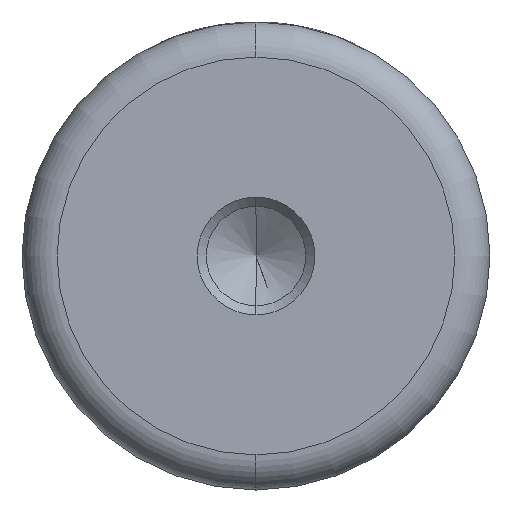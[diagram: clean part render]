
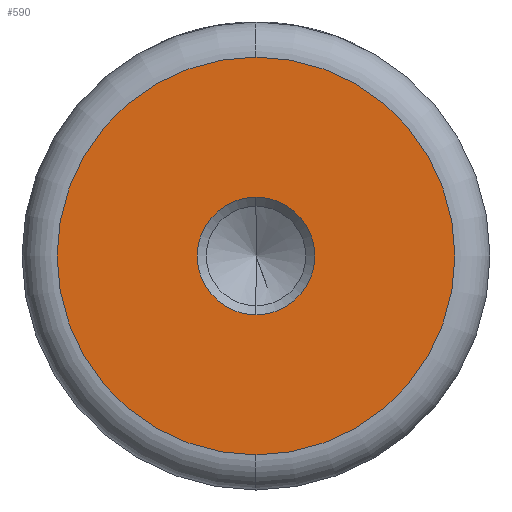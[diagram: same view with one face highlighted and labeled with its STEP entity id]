
A CAD part, left-side view. The second image highlights one B-rep face of the part: STEP entity #590.
In plain terms, the highlighted planar face has unit normal (-1, 0, 0).
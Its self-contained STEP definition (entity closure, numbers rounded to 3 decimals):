
#15 = CIRCLE ( 'NONE', #713, 17. ) ;
#29 = VERTEX_POINT ( 'NONE', #1223 ) ;
#32 = DIRECTION ( 'NONE',  ( -1., 0., 0. ) ) ;
#38 = CARTESIAN_POINT ( 'NONE',  ( 0., 0., 0. ) ) ;
#47 = VERTEX_POINT ( 'NONE', #1114 ) ;
#63 = CARTESIAN_POINT ( 'NONE',  ( 0., 0., 0. ) ) ;
#147 = ORIENTED_EDGE ( 'NONE', *, *, #1154, .F. ) ;
#164 = DIRECTION ( 'NONE',  ( 0., 0., 1. ) ) ;
#167 = EDGE_LOOP ( 'NONE', ( #793, #860 ) ) ;
#195 = DIRECTION ( 'NONE',  ( 0., 0., 1. ) ) ;
#234 = DIRECTION ( 'NONE',  ( 0., 0., 1. ) ) ;
#439 = ORIENTED_EDGE ( 'NONE', *, *, #921, .F. ) ;
#486 = EDGE_CURVE ( 'NONE', #29, #47, #1153, .T. ) ;
#493 = CIRCLE ( 'NONE', #595, 5.025 ) ;
#562 = DIRECTION ( 'NONE',  ( -1., 0., 0. ) ) ;
#590 = ADVANCED_FACE ( 'NONE', ( #1430, #851 ), #1338, .T. ) ;
#595 = AXIS2_PLACEMENT_3D ( 'NONE', #1228, #562, #1326 ) ;
#698 = AXIS2_PLACEMENT_3D ( 'NONE', #38, #845, #164 ) ;
#713 = AXIS2_PLACEMENT_3D ( 'NONE', #723, #32, #837 ) ;
#723 = CARTESIAN_POINT ( 'NONE',  ( 0., 0., 0. ) ) ;
#793 = ORIENTED_EDGE ( 'NONE', *, *, #486, .T. ) ;
#798 = CIRCLE ( 'NONE', #698, 5.025 ) ;
#821 = VERTEX_POINT ( 'NONE', #876 ) ;
#824 = VERTEX_POINT ( 'NONE', #1105 ) ;
#837 = DIRECTION ( 'NONE',  ( 0., 0., 1. ) ) ;
#845 = DIRECTION ( 'NONE',  ( -1., 0., 0. ) ) ;
#851 = FACE_OUTER_BOUND ( 'NONE', #167, .T. ) ;
#860 = ORIENTED_EDGE ( 'NONE', *, *, #1284, .T. ) ;
#872 = DIRECTION ( 'NONE',  ( -1., 0., 0. ) ) ;
#876 = CARTESIAN_POINT ( 'NONE',  ( 0., 0., 5.025 ) ) ;
#899 = AXIS2_PLACEMENT_3D ( 'NONE', #1240, #904, #234 ) ;
#904 = DIRECTION ( 'NONE',  ( -1., 0., 0. ) ) ;
#921 = EDGE_CURVE ( 'NONE', #821, #824, #798, .T. ) ;
#1038 = EDGE_LOOP ( 'NONE', ( #439, #147 ) ) ;
#1105 = CARTESIAN_POINT ( 'NONE',  ( 0., 0., -5.025 ) ) ;
#1114 = CARTESIAN_POINT ( 'NONE',  ( 0., 0., -17. ) ) ;
#1153 = CIRCLE ( 'NONE', #1362, 17. ) ;
#1154 = EDGE_CURVE ( 'NONE', #824, #821, #493, .T. ) ;
#1223 = CARTESIAN_POINT ( 'NONE',  ( 0., 0., 17. ) ) ;
#1228 = CARTESIAN_POINT ( 'NONE',  ( 0., 0., 0. ) ) ;
#1240 = CARTESIAN_POINT ( 'NONE',  ( 0., 0., 0. ) ) ;
#1284 = EDGE_CURVE ( 'NONE', #47, #29, #15, .T. ) ;
#1326 = DIRECTION ( 'NONE',  ( 0., 0., 1. ) ) ;
#1338 = PLANE ( 'NONE',  #899 ) ;
#1362 = AXIS2_PLACEMENT_3D ( 'NONE', #63, #872, #195 ) ;
#1430 = FACE_BOUND ( 'NONE', #1038, .T. ) ;
